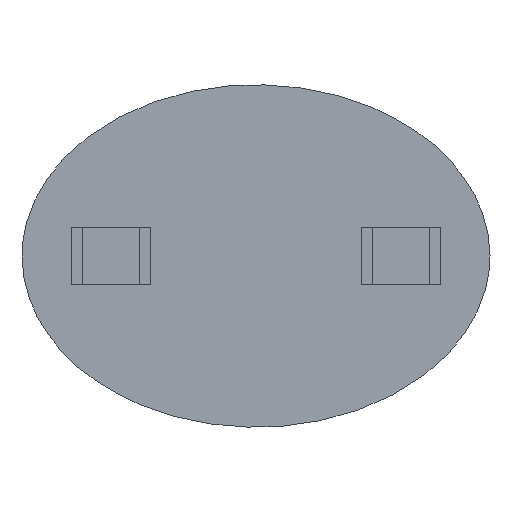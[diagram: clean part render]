
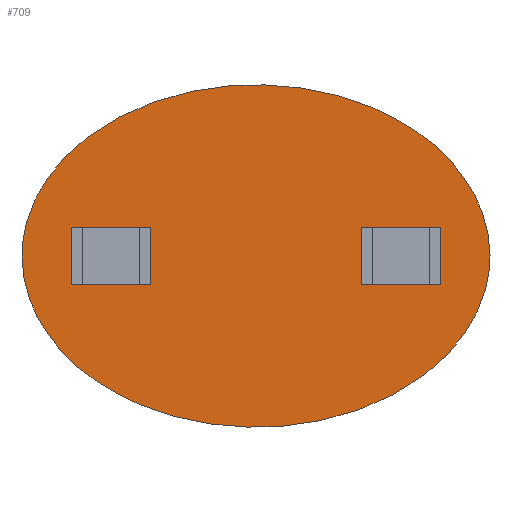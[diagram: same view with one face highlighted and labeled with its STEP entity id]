
A CAD part, front view. The second image highlights one B-rep face of the part: STEP entity #709.
In plain terms, the highlighted planar face has unit normal (0, -1, 0).
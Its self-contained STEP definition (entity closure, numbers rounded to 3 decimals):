
#9 = CARTESIAN_POINT ( 'NONE',  ( 683.483, -4.8, -71.346 ) ) ;
#15 = CARTESIAN_POINT ( 'NONE',  ( 685.533, -4.8, -69.846 ) ) ;
#19 = LINE ( 'NONE', #20, #558 ) ;
#20 = CARTESIAN_POINT ( 'NONE',  ( 681.963, -4.8, -69.846 ) ) ;
#21 = DIRECTION ( 'NONE',  ( 0., 0., -1. ) ) ;
#26 = CARTESIAN_POINT ( 'NONE',  ( 685.533, -4.8, -71.346 ) ) ;
#28 = CARTESIAN_POINT ( 'NONE',  ( 681.433, -4.8, -71.346 ) ) ;
#32 = CARTESIAN_POINT ( 'NONE',  ( 681.433, -4.8, -69.846 ) ) ;
#37 = DIRECTION ( 'NONE',  ( 0., 0., 1. ) ) ;
#42 = DIRECTION ( 'NONE',  ( 0., 0., 1. ) ) ;
#44 = CARTESIAN_POINT ( 'NONE',  ( 681.433, -4.8, -68.346 ) ) ;
#46 = LINE ( 'NONE', #58, #557 ) ;
#51 = CARTESIAN_POINT ( 'NONE',  ( 681.433, -4.8, -69.846 ) ) ;
#55 = CARTESIAN_POINT ( 'NONE',  ( 684.503, -4.8, -69.846 ) ) ;
#57 = LINE ( 'NONE', #55, #565 ) ;
#58 = CARTESIAN_POINT ( 'NONE',  ( 682.463, -4.8, -70.096 ) ) ;
#59 = CARTESIAN_POINT ( 'NONE',  ( 685.533, -4.8, -69.846 ) ) ;
#61 = CARTESIAN_POINT ( 'NONE',  ( 683.483, -4.8, -68.346 ) ) ;
#62 = CARTESIAN_POINT ( 'NONE',  ( 685.533, -4.8, -68.346 ) ) ;
#105 = EDGE_LOOP ( 'NONE', ( #174, #167, #188, #163 ) ) ;
#106 = VERTEX_POINT ( 'NONE', #207 ) ;
#107 = VERTEX_POINT ( 'NONE', #220 ) ;
#109 = EDGE_LOOP ( 'NONE', ( #190, #172 ) ) ;
#121 = EDGE_LOOP ( 'NONE', ( #179, #187, #164, #169 ) ) ;
#133 = VERTEX_POINT ( 'NONE', #208 ) ;
#140 = VERTEX_POINT ( 'NONE', #216 ) ;
#147 = VERTEX_POINT ( 'NONE', #223 ) ;
#151 = VERTEX_POINT ( 'NONE', #202 ) ;
#155 = VERTEX_POINT ( 'NONE', #228 ) ;
#163 = ORIENTED_EDGE ( 'NONE', *, *, #669, .F. ) ;
#164 = ORIENTED_EDGE ( 'NONE', *, *, #617, .F. ) ;
#167 = ORIENTED_EDGE ( 'NONE', *, *, #625, .T. ) ;
#169 = ORIENTED_EDGE ( 'NONE', *, *, #641, .F. ) ;
#171 = VERTEX_POINT ( 'NONE', #244 ) ;
#172 = ORIENTED_EDGE ( 'NONE', *, *, #623, .T. ) ;
#174 = ORIENTED_EDGE ( 'NONE', *, *, #677, .F. ) ;
#179 = ORIENTED_EDGE ( 'NONE', *, *, #622, .F. ) ;
#186 = VERTEX_POINT ( 'NONE', #231 ) ;
#187 = ORIENTED_EDGE ( 'NONE', *, *, #707, .T. ) ;
#188 = ORIENTED_EDGE ( 'NONE', *, *, #679, .F. ) ;
#190 = ORIENTED_EDGE ( 'NONE', *, *, #615, .T. ) ;
#192 = VERTEX_POINT ( 'NONE', #246 ) ;
#202 = CARTESIAN_POINT ( 'NONE',  ( 681.963, -4.8, -69.596 ) ) ;
#207 = CARTESIAN_POINT ( 'NONE',  ( 685.003, -4.8, -70.096 ) ) ;
#208 = CARTESIAN_POINT ( 'NONE',  ( 684.503, -4.8, -70.096 ) ) ;
#216 = CARTESIAN_POINT ( 'NONE',  ( 681.963, -4.8, -70.096 ) ) ;
#220 = CARTESIAN_POINT ( 'NONE',  ( 685.003, -4.8, -69.596 ) ) ;
#223 = CARTESIAN_POINT ( 'NONE',  ( 682.463, -4.8, -69.596 ) ) ;
#228 = CARTESIAN_POINT ( 'NONE',  ( 684.503, -4.8, -69.596 ) ) ;
#231 = CARTESIAN_POINT ( 'NONE',  ( 682.463, -4.8, -70.096 ) ) ;
#244 = CARTESIAN_POINT ( 'NONE',  ( 685.533, -4.8, -69.846 ) ) ;
#246 = CARTESIAN_POINT ( 'NONE',  ( 681.433, -4.8, -69.846 ) ) ;
#264 = DIRECTION ( 'NONE',  ( -1., 0., 0. ) ) ;
#271 = LINE ( 'NONE', #283, #578 ) ;
#283 = CARTESIAN_POINT ( 'NONE',  ( 682.213, -4.8, -69.596 ) ) ;
#307 =( BOUNDED_CURVE ( )  B_SPLINE_CURVE ( 2, ( #59, #62, #61, #44, #51 ),
 .UNSPECIFIED., .F., .F. ) 
 B_SPLINE_CURVE_WITH_KNOTS ( ( 3, 2, 3 ),
 ( -0.003, 0., 0.003 ),
 .UNSPECIFIED. ) 
 CURVE ( )  GEOMETRIC_REPRESENTATION_ITEM ( )  RATIONAL_B_SPLINE_CURVE ( ( 1., 0.707, 1., 0.707, 1. ) ) 
 REPRESENTATION_ITEM ( '' )  );
#309 =( BOUNDED_CURVE ( )  B_SPLINE_CURVE ( 2, ( #32, #28, #9, #26, #15 ),
 .UNSPECIFIED., .F., .F. ) 
 B_SPLINE_CURVE_WITH_KNOTS ( ( 3, 2, 3 ),
 ( 0., 0.003, 0.006 ),
 .UNSPECIFIED. ) 
 CURVE ( )  GEOMETRIC_REPRESENTATION_ITEM ( )  RATIONAL_B_SPLINE_CURVE ( ( 1., 0.707, 1., 0.707, 1. ) ) 
 REPRESENTATION_ITEM ( '' )  );
#475 = VECTOR ( 'NONE', #812, 1000. ) ;
#495 = VECTOR ( 'NONE', #802, 1000. ) ;
#498 = VECTOR ( 'NONE', #810, 1000. ) ;
#506 = AXIS2_PLACEMENT_3D ( 'NONE', #925, #943, #930 ) ;
#512 = FACE_BOUND ( 'NONE', #121, .T. ) ;
#518 = FACE_BOUND ( 'NONE', #105, .T. ) ;
#519 = VECTOR ( 'NONE', #904, 1000. ) ;
#539 = FACE_OUTER_BOUND ( 'NONE', #109, .T. ) ;
#557 = VECTOR ( 'NONE', #42, 1000. ) ;
#558 = VECTOR ( 'NONE', #21, 1000. ) ;
#565 = VECTOR ( 'NONE', #37, 1000. ) ;
#578 = VECTOR ( 'NONE', #264, 1000. ) ;
#615 = EDGE_CURVE ( 'NONE', #192, #171, #309, .T. ) ;
#617 = EDGE_CURVE ( 'NONE', #151, #140, #19, .T. ) ;
#622 = EDGE_CURVE ( 'NONE', #186, #147, #46, .T. ) ;
#623 = EDGE_CURVE ( 'NONE', #171, #192, #307, .T. ) ;
#625 = EDGE_CURVE ( 'NONE', #133, #155, #57, .T. ) ;
#641 = EDGE_CURVE ( 'NONE', #147, #151, #271, .T. ) ;
#669 = EDGE_CURVE ( 'NONE', #106, #107, #761, .T. ) ;
#677 = EDGE_CURVE ( 'NONE', #133, #106, #818, .T. ) ;
#679 = EDGE_CURVE ( 'NONE', #107, #155, #797, .T. ) ;
#707 = EDGE_CURVE ( 'NONE', #186, #140, #905, .T. ) ;
#709 = ADVANCED_FACE ( 'NONE', ( #512, #518, #539 ), #934, .T. ) ;
#761 = LINE ( 'NONE', #788, #475 ) ;
#788 = CARTESIAN_POINT ( 'NONE',  ( 685.003, -4.8, -70.096 ) ) ;
#790 = CARTESIAN_POINT ( 'NONE',  ( 685.103, -4.8, -70.096 ) ) ;
#797 = LINE ( 'NONE', #798, #495 ) ;
#798 = CARTESIAN_POINT ( 'NONE',  ( 684.753, -4.8, -69.596 ) ) ;
#802 = DIRECTION ( 'NONE',  ( -1., 0., 0. ) ) ;
#810 = DIRECTION ( 'NONE',  ( 1., 0., 0. ) ) ;
#812 = DIRECTION ( 'NONE',  ( 0., 0., 1. ) ) ;
#818 = LINE ( 'NONE', #790, #498 ) ;
#898 = CARTESIAN_POINT ( 'NONE',  ( 681.433, -4.8, -70.096 ) ) ;
#904 = DIRECTION ( 'NONE',  ( -1., 0., 0. ) ) ;
#905 = LINE ( 'NONE', #898, #519 ) ;
#925 = CARTESIAN_POINT ( 'NONE',  ( 681.408, -4.8, -68.346 ) ) ;
#930 = DIRECTION ( 'NONE',  ( 0., 0., -1. ) ) ;
#934 = PLANE ( 'NONE',  #506 ) ;
#943 = DIRECTION ( 'NONE',  ( 0., -1., 0. ) ) ;
